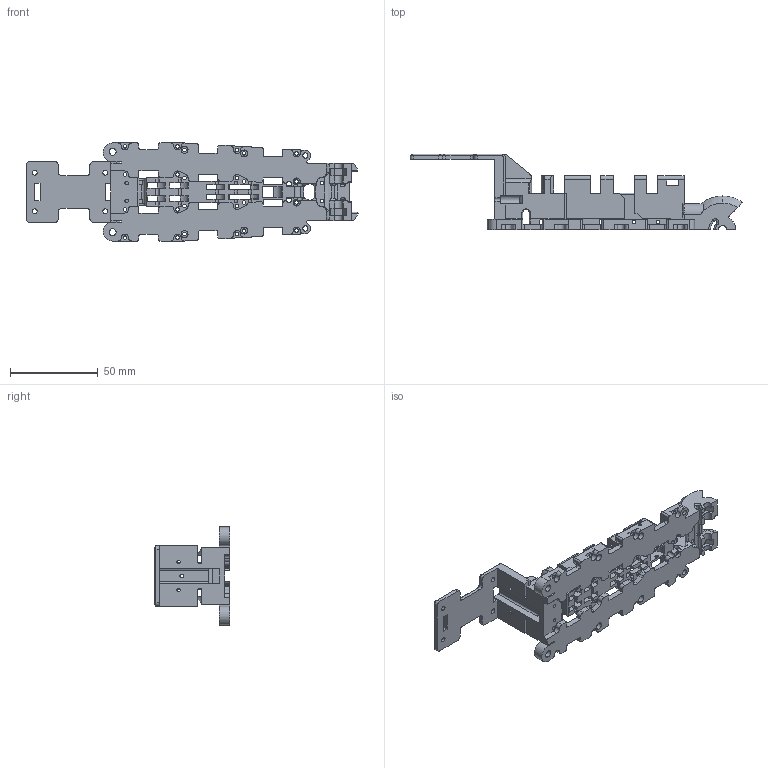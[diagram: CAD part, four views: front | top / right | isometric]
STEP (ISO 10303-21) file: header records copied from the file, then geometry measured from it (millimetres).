
FILE_DESCRIPTION((''),'2;1');
FILE_NAME('OBMP-FDH-1720','2023-10-12T13:30:28',('ccha425'),('Department of Mechanical Engineering, The University of Auckland'),'CREO PARAMETRIC BY PTC INC, 2017260','CREO PARAMETRIC BY PTC INC, 2017260','');
FILE_SCHEMA(('CONFIG_CONTROL_DESIGN'));
Length unit declared in the file: millimetre
Products named in the file (1): OBMP-FDH-1720
Bounding box: 189.56 x 43.25 x 56 mm (x, y, z)
Volume: 57224.7 mm3; surface area: 36468.8 mm2
Topology: 1 solids, 1 shells, 765 faces, 2342 edges, 1534 vertices
Faces by surface type: plane 377, cylinder 344, cone 16, torus 12, bspline 12, sphere 4
Entity records: 27380 total; most frequent: CARTESIAN_POINT 5789, ORIENTED_EDGE 4684, DIRECTION 4425, EDGE_CURVE 2342, VERTEX_POINT 1534, AXIS2_PLACEMENT_3D 1477, VECTOR 1471, LINE 1471
